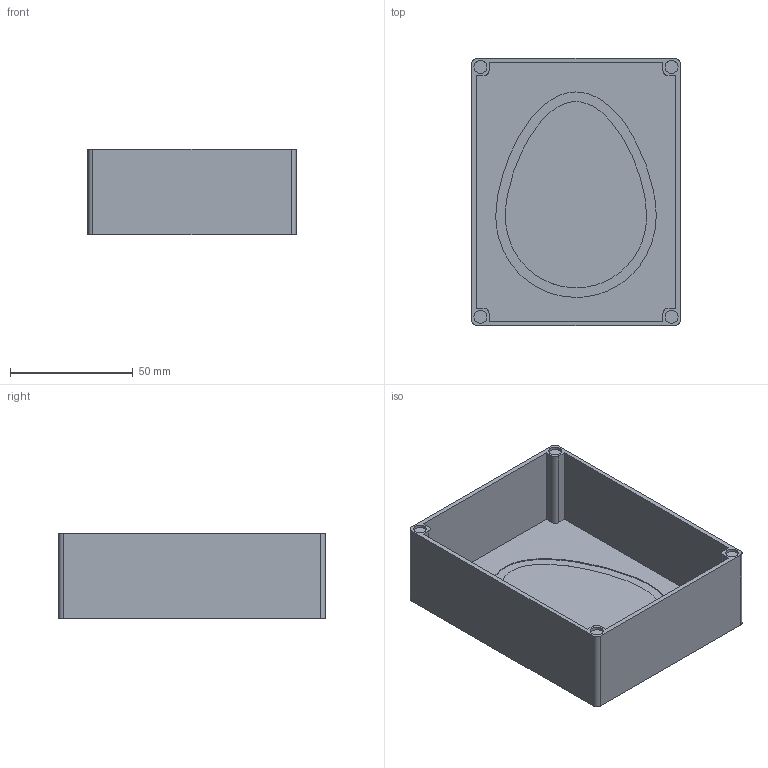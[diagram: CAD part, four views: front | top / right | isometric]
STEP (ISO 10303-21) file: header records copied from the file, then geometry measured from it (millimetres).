
FILE_DESCRIPTION(/* description */ (''),/* implementation_level */ '2;1');
FILE_NAME(/* name */ 'Wingspan - Eggs.step',/* time_stamp */ '2022-04-14T20:10:50+02:00',/* author */ (''),/* organization */ (''),/* preprocessor_version */ 'ST-DEVELOPER v18.1',/* originating_system */ 'Autodesk Translation Framework v10.14.0.1471',/* authorisation */ '');
FILE_SCHEMA (('AUTOMOTIVE_DESIGN { 1 0 10303 214 3 1 1 }'));
Length unit declared in the file: millimetre
Products named in the file (1): Wingspan - Eggs
Bounding box: 85 x 109 x 35 mm (x, y, z)
Volume: 41361.5 mm3; surface area: 44561.4 mm2
Topology: 1 solids, 1 shells, 49 faces, 120 edges, 80 vertices
Faces by surface type: plane 25, bspline 12, cylinder 12
Full cylindrical faces by diameter (mm): 5.3 x4
Entity records: 1507 total; most frequent: CARTESIAN_POINT 406, ORIENTED_EDGE 240, DIRECTION 196, EDGE_CURVE 120, VERTEX_POINT 80, LINE 72, VECTOR 72, AXIS2_PLACEMENT_3D 62
